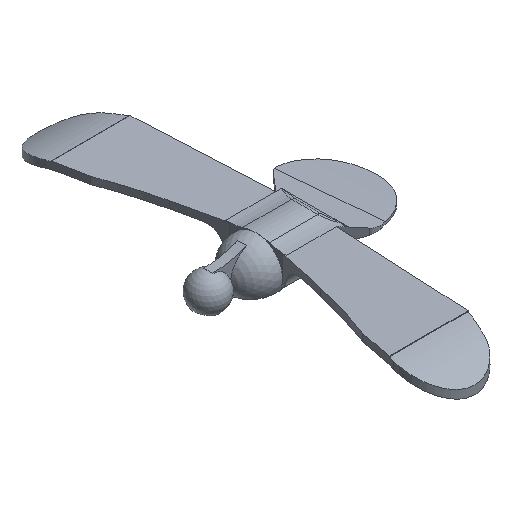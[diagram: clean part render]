
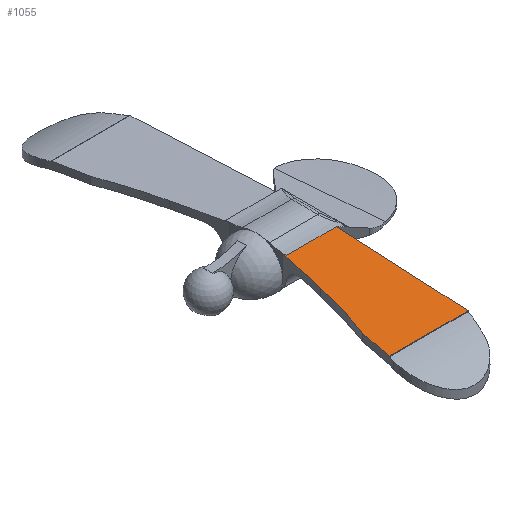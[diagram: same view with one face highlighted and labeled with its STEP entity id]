
A CAD part, isometric view. The second image highlights one B-rep face of the part: STEP entity #1055.
In plain terms, the highlighted planar face has unit normal (0, 0, 1).
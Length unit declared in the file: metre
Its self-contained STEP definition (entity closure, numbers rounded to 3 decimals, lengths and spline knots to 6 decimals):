
#16=PLANE('',#1140);
#50=LINE('',#1679,#129);
#51=LINE('',#1682,#130);
#52=LINE('',#1684,#131);
#53=LINE('',#1686,#132);
#54=LINE('',#1688,#133);
#55=LINE('',#1690,#134);
#129=VECTOR('',#1276,1.);
#130=VECTOR('',#1277,1.);
#131=VECTOR('',#1278,1.);
#132=VECTOR('',#1279,1.);
#133=VECTOR('',#1280,1.);
#134=VECTOR('',#1281,1.);
#239=CIRCLE('',#1141,0.26);
#316=ORIENTED_EDGE('',*,*,#647,.T.);
#317=ORIENTED_EDGE('',*,*,#648,.T.);
#318=ORIENTED_EDGE('',*,*,#649,.F.);
#319=ORIENTED_EDGE('',*,*,#650,.F.);
#320=ORIENTED_EDGE('',*,*,#651,.T.);
#321=ORIENTED_EDGE('',*,*,#652,.T.);
#322=ORIENTED_EDGE('',*,*,#653,.T.);
#647=EDGE_CURVE('',#812,#813,#50,.T.);
#648=EDGE_CURVE('',#813,#814,#51,.T.);
#649=EDGE_CURVE('',#815,#814,#52,.T.);
#650=EDGE_CURVE('',#816,#815,#53,.T.);
#651=EDGE_CURVE('',#816,#817,#54,.T.);
#652=EDGE_CURVE('',#817,#818,#55,.T.);
#653=EDGE_CURVE('',#818,#812,#239,.T.);
#812=VERTEX_POINT('',#1680);
#813=VERTEX_POINT('',#1681);
#814=VERTEX_POINT('',#1683);
#815=VERTEX_POINT('',#1685);
#816=VERTEX_POINT('',#1687);
#817=VERTEX_POINT('',#1689);
#818=VERTEX_POINT('',#1691);
#925=EDGE_LOOP('',(#316,#317,#318,#319,#320,#321,#322));
#989=FACE_BOUND('',#925,.T.);
#1055=ADVANCED_FACE('',(#989),#16,.T.);
#1140=AXIS2_PLACEMENT_3D('',#1678,#1274,#1275);
#1141=AXIS2_PLACEMENT_3D('',#1692,#1282,#1283);
#1274=DIRECTION('',(0.,0.,1.));
#1275=DIRECTION('',(1.,0.,0.));
#1276=DIRECTION('',(-0.187,-0.982,0.));
#1277=DIRECTION('',(1.,0.,0.));
#1278=DIRECTION('',(-0.049,-0.999,0.));
#1279=DIRECTION('',(1.,0.,0.));
#1280=DIRECTION('',(0.,1.,0.));
#1281=DIRECTION('',(-0.222,-0.975,0.));
#1282=DIRECTION('',(0.,0.,-1.));
#1283=DIRECTION('',(1.,0.,0.));
#1678=CARTESIAN_POINT('',(-0.029083,0.,0.0125));
#1679=CARTESIAN_POINT('',(-0.057003,-0.087493,0.0125));
#1680=CARTESIAN_POINT('',(-0.054949,-0.076687,0.0125));
#1681=CARTESIAN_POINT('',(-0.05849,-0.095319,0.0125));
#1682=CARTESIAN_POINT('',(-0.283748,-0.095319,0.0125));
#1683=CARTESIAN_POINT('',(-0.01415,-0.095319,0.0125));
#1684=CARTESIAN_POINT('',(-0.012084,-0.05337,0.0125));
#1685=CARTESIAN_POINT('',(-0.0103,-0.017144,0.0125));
#1686=CARTESIAN_POINT('',(-0.038428,-0.017144,0.0125));
#1687=CARTESIAN_POINT('',(-0.038426,-0.017144,0.0125));
#1688=CARTESIAN_POINT('',(-0.038426,0.,0.0125));
#1689=CARTESIAN_POINT('',(-0.038426,-0.015,0.0125));
#1690=CARTESIAN_POINT('',(-0.041577,-0.028844,0.0125));
#1691=CARTESIAN_POINT('',(-0.044727,-0.042688,0.0125));
#1692=CARTESIAN_POINT('',(-0.298246,0.015,0.0125));
